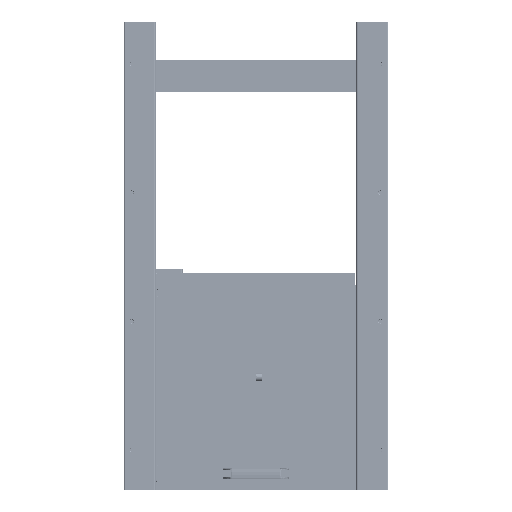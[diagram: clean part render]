
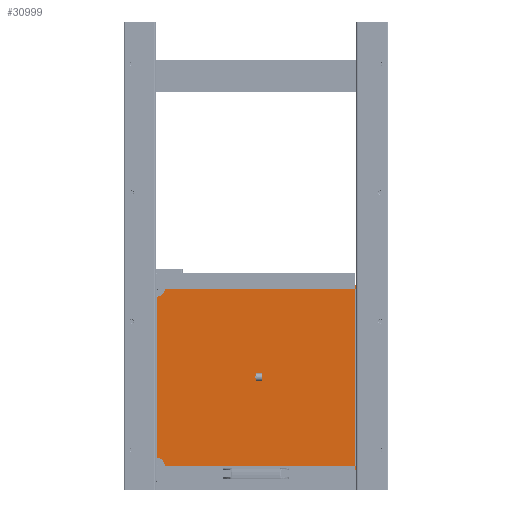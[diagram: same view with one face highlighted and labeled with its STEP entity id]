
A CAD part, front view. The second image highlights one B-rep face of the part: STEP entity #30999.
In plain terms, the highlighted planar face has unit normal (0, -1, 0).
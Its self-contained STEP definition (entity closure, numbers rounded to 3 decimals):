
#30999=ADVANCED_FACE('',(#37427),#37428,.T.);
#37427=FACE_OUTER_BOUND('',#46601,.T.);
#37428=PLANE('',#46602);
#46601=EDGE_LOOP('',(#56204,#56205,#56206,#56207));
#46602=AXIS2_PLACEMENT_3D('',#56208,#56209,#56210);
#56204=ORIENTED_EDGE('',*,*,#77202,.F.);
#56205=ORIENTED_EDGE('',*,*,#77205,.F.);
#56206=ORIENTED_EDGE('',*,*,#77197,.F.);
#56207=ORIENTED_EDGE('',*,*,#77193,.F.);
#56208=CARTESIAN_POINT('',(0.,-60.5,281.267));
#56209=DIRECTION('',(0.0,-1.0,0.));
#56210=DIRECTION('',(1.0,0.0,0.0));
#77193=EDGE_CURVE('',#85879,#85881,#85882,.T.);
#77197=EDGE_CURVE('',#85881,#85887,#85888,.T.);
#77202=EDGE_CURVE('',#85894,#85879,#85896,.T.);
#77205=EDGE_CURVE('',#85887,#85894,#85899,.T.);
#85879=VERTEX_POINT('',#99550);
#85881=VERTEX_POINT('',#99553);
#85882=LINE('',#99554,#99555);
#85887=VERTEX_POINT('',#99562);
#85888=LINE('',#99563,#99564);
#85894=VERTEX_POINT('',#99572);
#85896=LINE('',#99575,#99576);
#85899=LINE('',#99580,#99581);
#99550=CARTESIAN_POINT('',(-257.0,-60.5,50.267));
#99553=CARTESIAN_POINT('',(-257.0,-60.5,512.267));
#99554=CARTESIAN_POINT('',(-257.0,-60.5,281.267));
#99555=VECTOR('',#122650,1.0);
#99562=CARTESIAN_POINT('',(257.0,-60.5,512.267));
#99563=CARTESIAN_POINT('',(0.,-60.5,512.267));
#99564=VECTOR('',#122653,1.0);
#99572=CARTESIAN_POINT('',(257.0,-60.5,50.267));
#99575=CARTESIAN_POINT('',(0.,-60.5,50.267));
#99576=VECTOR('',#122657,1.0);
#99580=CARTESIAN_POINT('',(257.0,-60.5,281.267));
#99581=VECTOR('',#122659,1.0);
#122650=DIRECTION('',(0.0,0.,1.0));
#122653=DIRECTION('',(1.0,0.0,0.0));
#122657=DIRECTION('',(-1.0,0.0,0.0));
#122659=DIRECTION('',(0.0,0.,-1.0));
